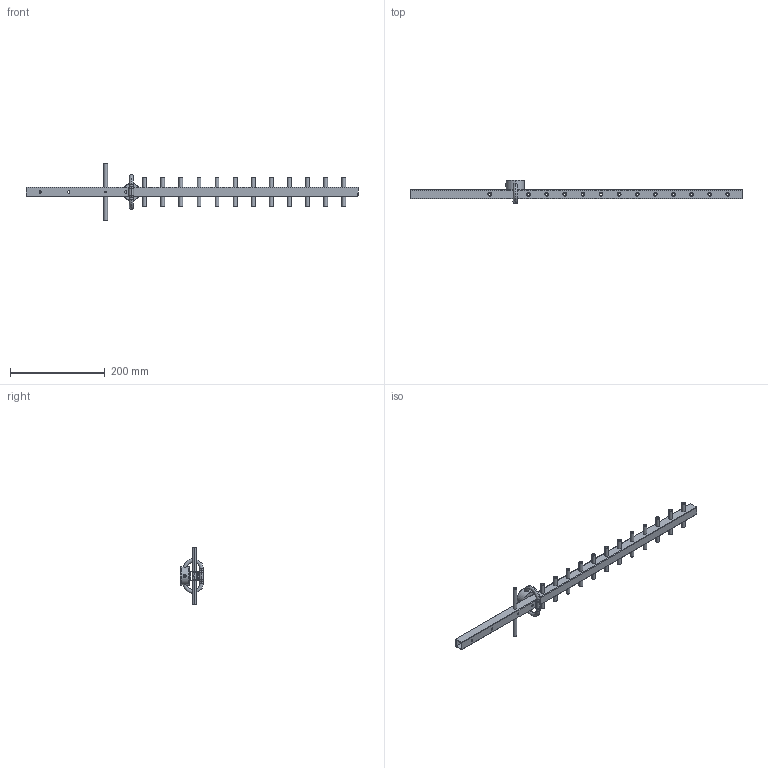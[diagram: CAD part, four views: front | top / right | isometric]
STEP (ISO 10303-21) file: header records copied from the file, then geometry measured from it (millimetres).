
FILE_DESCRIPTION (( 'STEP AP214' ), '1' );
FILE_NAME ('Yagi492-YB.STEP', '2021-02-15T14:54:10', ( 'MANAGER' ), ( 'Hewlett-Packard Company' ), 'SwSTEP 2.0', 'SolidWorks 2015', '' );
FILE_SCHEMA (( 'AUTOMOTIVE_DESIGN' ));
Length unit declared in the file: millimetre
Products named in the file (8): Yagi492-YB0021_D‚faut; Yagi492-YB005_D‚faut; Yagi492-YB-005_D‚faut; Yagi492-YB004_D‚faut; Yagi492-YB003_D‚faut; Yagi492-YB002_D‚faut; Yagi492-YB000_D‚faut; Yagi492-YB
Assembly tree (18 placements, depth 3):
  Yagi492-YB
    Yagi492-YB000_D‚faut
    Yagi492-YB002_D‚faut  x12
    Yagi492-YB005_D‚faut
      Yagi492-YB003_D‚faut
      Yagi492-YB004_D‚faut
      Yagi492-YB-005_D‚faut
    Yagi492-YB0021_D‚faut
Bounding box: 700 x 50.16 x 120 mm (x, y, z)
Volume: 130516.9 mm3; surface area: 146267.9 mm2
Topology: 18 solids, 19 shells, 276 faces, 706 edges, 462 vertices
Faces by surface type: cylinder 214, plane 44, torus 10, bspline 8
Entity records: 7453 total; most frequent: CARTESIAN_POINT 1926, DIRECTION 1172, ORIENTED_EDGE 1016, EDGE_CURVE 508, AXIS2_PLACEMENT_3D 498, VERTEX_POINT 330, EDGE_LOOP 298, CIRCLE 296
